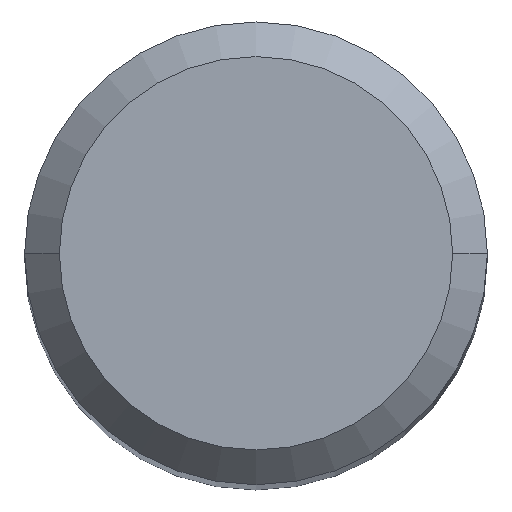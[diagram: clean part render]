
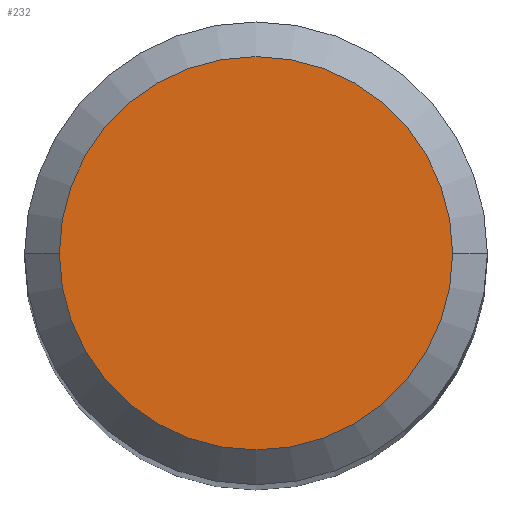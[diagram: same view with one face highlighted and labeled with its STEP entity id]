
A CAD part, top view. The second image highlights one B-rep face of the part: STEP entity #232.
In plain terms, the highlighted planar face has unit normal (0, 0, 1).
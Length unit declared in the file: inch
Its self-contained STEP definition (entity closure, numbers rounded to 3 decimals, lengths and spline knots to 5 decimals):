
#75 = CARTESIAN_POINT ( 'NONE',  ( 0.10039, 0., 0. ) ) ;
#110 = DIRECTION ( 'NONE',  ( 1., 0., 0. ) ) ;
#148 = AXIS2_PLACEMENT_3D ( 'NONE', #428, #192, #392 ) ;
#166 = AXIS2_PLACEMENT_3D ( 'NONE', #463, #237, #204 ) ;
#192 = DIRECTION ( 'NONE',  ( 0., 0., -1. ) ) ;
#199 = EDGE_CURVE ( 'NONE', #485, #444, #239, .T. ) ;
#200 = CARTESIAN_POINT ( 'NONE',  ( -0.10039, 0., 0. ) ) ;
#204 = DIRECTION ( 'NONE',  ( 1., 0., 0. ) ) ;
#232 = ADVANCED_FACE ( 'NONE', ( #430 ), #460, .F. ) ;
#233 = AXIS2_PLACEMENT_3D ( 'NONE', #314, #393, #110 ) ;
#237 = DIRECTION ( 'NONE',  ( 0., 0., 1. ) ) ;
#239 = CIRCLE ( 'NONE', #166, 0.10039 ) ;
#314 = CARTESIAN_POINT ( 'NONE',  ( 0., 0., 0. ) ) ;
#326 = EDGE_LOOP ( 'NONE', ( #373, #407 ) ) ;
#337 = CIRCLE ( 'NONE', #233, 0.10039 ) ;
#373 = ORIENTED_EDGE ( 'NONE', *, *, #490, .T. ) ;
#392 = DIRECTION ( 'NONE',  ( -1., 0., 0. ) ) ;
#393 = DIRECTION ( 'NONE',  ( 0., 0., 1. ) ) ;
#407 = ORIENTED_EDGE ( 'NONE', *, *, #199, .T. ) ;
#428 = CARTESIAN_POINT ( 'NONE',  ( 0., 0., 0. ) ) ;
#430 = FACE_OUTER_BOUND ( 'NONE', #326, .T. ) ;
#444 = VERTEX_POINT ( 'NONE', #200 ) ;
#460 = PLANE ( 'NONE',  #148 ) ;
#463 = CARTESIAN_POINT ( 'NONE',  ( 0., 0., 0. ) ) ;
#485 = VERTEX_POINT ( 'NONE', #75 ) ;
#490 = EDGE_CURVE ( 'NONE', #444, #485, #337, .T. ) ;
